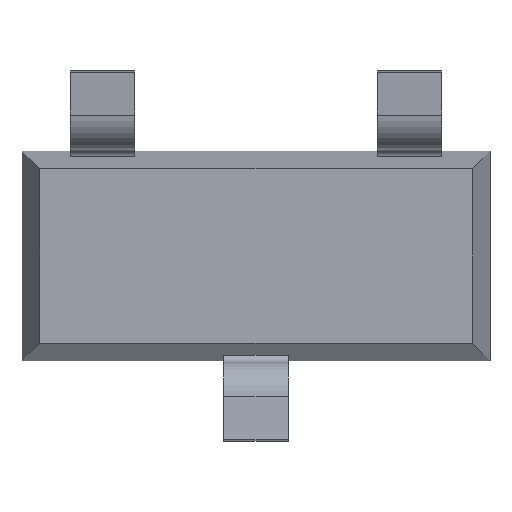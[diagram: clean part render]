
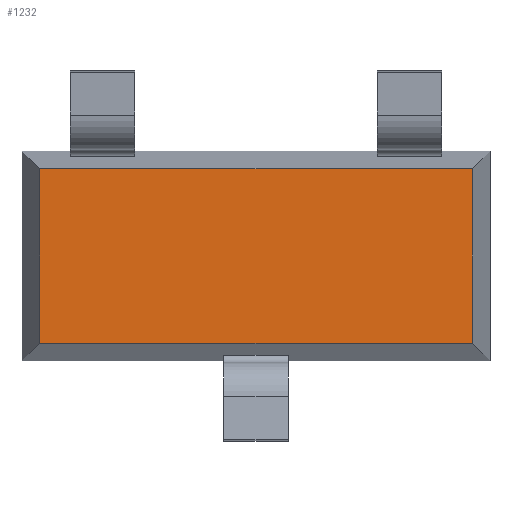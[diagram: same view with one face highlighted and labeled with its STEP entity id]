
A CAD part, front view. The second image highlights one B-rep face of the part: STEP entity #1232.
In plain terms, the highlighted planar face has unit normal (0, -1, 0).
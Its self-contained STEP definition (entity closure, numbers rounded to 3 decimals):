
#38 = CARTESIAN_POINT ( 'NONE',  ( -1.342, 0.15, 0. ) ) ;
#155 = EDGE_CURVE ( 'NONE', #1173, #868, #1220, .T. ) ;
#183 = ORIENTED_EDGE ( 'NONE', *, *, #155, .F. ) ;
#187 = CARTESIAN_POINT ( 'NONE',  ( -1.342, 0.15, 0.542 ) ) ;
#204 = VERTEX_POINT ( 'NONE', #808 ) ;
#276 = DIRECTION ( 'NONE',  ( 0., 1., 0. ) ) ;
#290 = ORIENTED_EDGE ( 'NONE', *, *, #1316, .F. ) ;
#305 = CARTESIAN_POINT ( 'NONE',  ( 1.342, 0.15, 0. ) ) ;
#307 = VECTOR ( 'NONE', #685, 1000. ) ;
#353 = EDGE_CURVE ( 'NONE', #1086, #204, #693, .T. ) ;
#377 = PLANE ( 'NONE',  #507 ) ;
#409 = DIRECTION ( 'NONE',  ( 0., 0., -1. ) ) ;
#447 = ORIENTED_EDGE ( 'NONE', *, *, #353, .F. ) ;
#452 = ORIENTED_EDGE ( 'NONE', *, *, #601, .F. ) ;
#454 = CARTESIAN_POINT ( 'NONE',  ( -1.342, 0.15, -0.542 ) ) ;
#507 = AXIS2_PLACEMENT_3D ( 'NONE', #1260, #276, #1150 ) ;
#579 = LINE ( 'NONE', #716, #664 ) ;
#601 = EDGE_CURVE ( 'NONE', #204, #1173, #1233, .T. ) ;
#664 = VECTOR ( 'NONE', #1358, 1000. ) ;
#685 = DIRECTION ( 'NONE',  ( 0., 0., 1. ) ) ;
#693 = LINE ( 'NONE', #305, #1039 ) ;
#716 = CARTESIAN_POINT ( 'NONE',  ( 0., 0.15, 0.542 ) ) ;
#757 = CARTESIAN_POINT ( 'NONE',  ( 0., 0.15, -0.542 ) ) ;
#808 = CARTESIAN_POINT ( 'NONE',  ( 1.342, 0.15, -0.542 ) ) ;
#864 = FACE_OUTER_BOUND ( 'NONE', #1081, .T. ) ;
#868 = VERTEX_POINT ( 'NONE', #187 ) ;
#912 = VECTOR ( 'NONE', #1410, 1000. ) ;
#1039 = VECTOR ( 'NONE', #409, 1000. ) ;
#1081 = EDGE_LOOP ( 'NONE', ( #447, #290, #183, #452 ) ) ;
#1086 = VERTEX_POINT ( 'NONE', #1314 ) ;
#1150 = DIRECTION ( 'NONE',  ( 0., 0., 1. ) ) ;
#1173 = VERTEX_POINT ( 'NONE', #454 ) ;
#1220 = LINE ( 'NONE', #38, #307 ) ;
#1232 = ADVANCED_FACE ( 'NONE', ( #864 ), #377, .F. ) ;
#1233 = LINE ( 'NONE', #757, #912 ) ;
#1260 = CARTESIAN_POINT ( 'NONE',  ( 0., 0.15, 0. ) ) ;
#1314 = CARTESIAN_POINT ( 'NONE',  ( 1.342, 0.15, 0.542 ) ) ;
#1316 = EDGE_CURVE ( 'NONE', #868, #1086, #579, .T. ) ;
#1358 = DIRECTION ( 'NONE',  ( 1., 0., 0. ) ) ;
#1410 = DIRECTION ( 'NONE',  ( -1., 0., 0. ) ) ;
